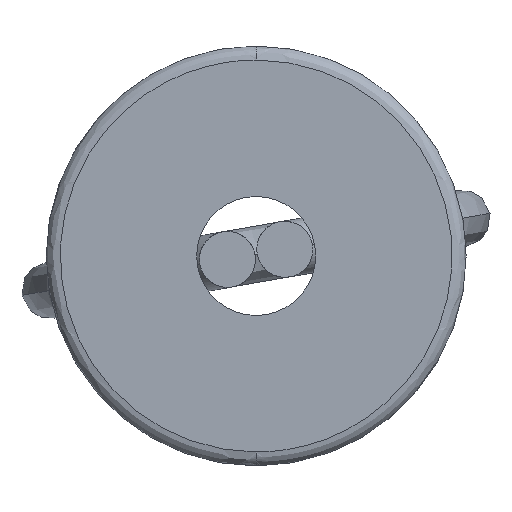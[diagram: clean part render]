
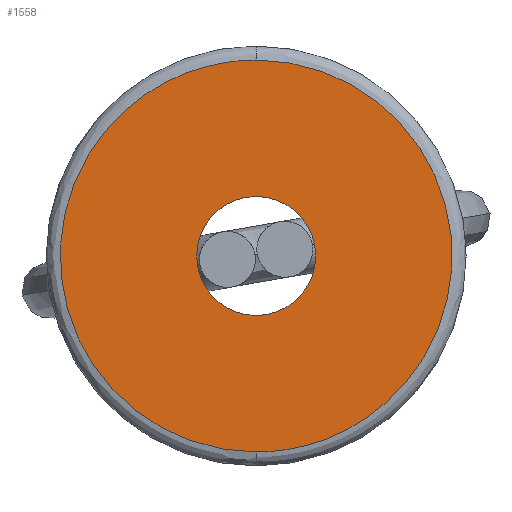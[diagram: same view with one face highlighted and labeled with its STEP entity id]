
A CAD part, front view. The second image highlights one B-rep face of the part: STEP entity #1558.
In plain terms, the highlighted planar face has unit normal (0, -1, 0).
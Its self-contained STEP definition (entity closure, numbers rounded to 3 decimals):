
#5 = CARTESIAN_POINT ( 'NONE',  ( 0., 0., 1.4 ) ) ;
#40 = CARTESIAN_POINT ( 'NONE',  ( 2.8, 0., -1.4 ) ) ;
#123 = FACE_BOUND ( 'NONE', #310, .T. ) ;
#153 = CARTESIAN_POINT ( 'NONE',  ( 0., 0., -0.425 ) ) ;
#296 = CARTESIAN_POINT ( 'NONE',  ( 0., 0., 0. ) ) ;
#310 = EDGE_LOOP ( 'NONE', ( #1326, #1039 ) ) ;
#436 = DIRECTION ( 'NONE',  ( 0., 0., 1. ) ) ;
#452 = DIRECTION ( 'NONE',  ( 0., 1., 0. ) ) ;
#464 = EDGE_LOOP ( 'NONE', ( #1215, #885 ) ) ;
#467 = AXIS2_PLACEMENT_3D ( 'NONE', #296, #1214, #436 ) ;
#640 = VERTEX_POINT ( 'NONE', #1623 ) ;
#643 = CARTESIAN_POINT ( 'NONE',  ( 0., 0., 0. ) ) ;
#682 = CARTESIAN_POINT ( 'NONE',  ( 0., 0., -1.4 ) ) ;
#703 = PLANE ( 'NONE',  #1567 ) ;
#716 = CARTESIAN_POINT ( 'NONE',  ( 0., 0., -1.4 ) ) ;
#773 = DIRECTION ( 'NONE',  ( 0., 0., 1. ) ) ;
#797 = FACE_OUTER_BOUND ( 'NONE', #464, .T. ) ;
#808 = EDGE_CURVE ( 'NONE', #1182, #640, #1636, .T. ) ;
#811 = CARTESIAN_POINT ( 'NONE',  ( -2.8, 0., 1.4 ) ) ;
#885 = ORIENTED_EDGE ( 'NONE', *, *, #808, .F. ) ;
#947 = EDGE_CURVE ( 'NONE', #1479, #1430, #1310, .T. ) ;
#977 = CARTESIAN_POINT ( 'NONE',  ( 0., 0., -1.4 ) ) ;
#994 = CIRCLE ( 'NONE', #1337, 0.425 ) ;
#1039 = ORIENTED_EDGE ( 'NONE', *, *, #947, .F. ) ;
#1182 = VERTEX_POINT ( 'NONE', #716 ) ;
#1185 = EDGE_CURVE ( 'NONE', #640, #1182, #1580, .T. ) ;
#1214 = DIRECTION ( 'NONE',  ( 0., -1., 0. ) ) ;
#1215 = ORIENTED_EDGE ( 'NONE', *, *, #1185, .F. ) ;
#1228 = CARTESIAN_POINT ( 'NONE',  ( 0., 0., 0. ) ) ;
#1303 = EDGE_CURVE ( 'NONE', #1430, #1479, #994, .T. ) ;
#1310 = CIRCLE ( 'NONE', #467, 0.425 ) ;
#1326 = ORIENTED_EDGE ( 'NONE', *, *, #1303, .F. ) ;
#1337 = AXIS2_PLACEMENT_3D ( 'NONE', #643, #1545, #773 ) ;
#1364 = DIRECTION ( 'NONE',  ( 0., 0., 1. ) ) ;
#1430 = VERTEX_POINT ( 'NONE', #1600 ) ;
#1479 = VERTEX_POINT ( 'NONE', #153 ) ;
#1494 = CARTESIAN_POINT ( 'NONE',  ( 2.8, 0., 1.4 ) ) ;
#1545 = DIRECTION ( 'NONE',  ( 0., -1., 0. ) ) ;
#1558 = ADVANCED_FACE ( 'NONE', ( #797, #123 ), #703, .F. ) ;
#1567 = AXIS2_PLACEMENT_3D ( 'NONE', #1228, #452, #1364 ) ;
#1580 =( BOUNDED_CURVE ( )  B_SPLINE_CURVE ( 3, ( #1626, #1494, #40, #977 ),
 .UNSPECIFIED., .F., .F. ) 
 B_SPLINE_CURVE_WITH_KNOTS ( ( 4, 4 ),
 ( 0., 1. ),
 .UNSPECIFIED. ) 
 CURVE ( )  GEOMETRIC_REPRESENTATION_ITEM ( )  RATIONAL_B_SPLINE_CURVE ( ( 1., 0.333, 0.333, 1. ) ) 
 REPRESENTATION_ITEM ( '' )  );
#1587 = CARTESIAN_POINT ( 'NONE',  ( -2.8, 0., -1.4 ) ) ;
#1600 = CARTESIAN_POINT ( 'NONE',  ( 0., 0., 0.425 ) ) ;
#1623 = CARTESIAN_POINT ( 'NONE',  ( 0., 0., 1.4 ) ) ;
#1626 = CARTESIAN_POINT ( 'NONE',  ( 0., 0., 1.4 ) ) ;
#1636 =( BOUNDED_CURVE ( )  B_SPLINE_CURVE ( 3, ( #682, #1587, #811, #5 ),
 .UNSPECIFIED., .F., .F. ) 
 B_SPLINE_CURVE_WITH_KNOTS ( ( 4, 4 ),
 ( 0., 1. ),
 .UNSPECIFIED. ) 
 CURVE ( )  GEOMETRIC_REPRESENTATION_ITEM ( )  RATIONAL_B_SPLINE_CURVE ( ( 1., 0.333, 0.333, 1. ) ) 
 REPRESENTATION_ITEM ( '' )  );
